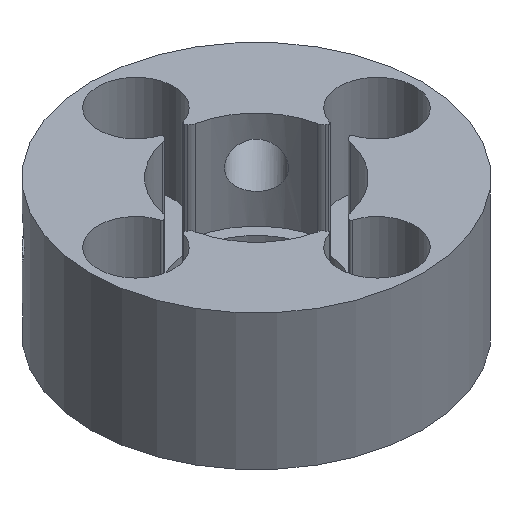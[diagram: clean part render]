
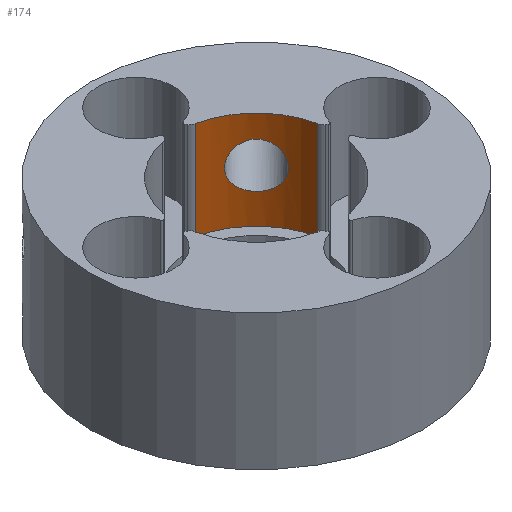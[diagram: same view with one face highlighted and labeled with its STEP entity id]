
A CAD part, isometric view. The second image highlights one B-rep face of the part: STEP entity #174.
In plain terms, the highlighted cylindrical face has radius 5.25 mm (diameter 10.5 mm), a partial arc.
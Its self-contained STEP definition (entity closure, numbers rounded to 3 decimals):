
#174=ADVANCED_FACE('',(#535,#537),#539,.F.);
#535=FACE_BOUND('',#536,.T.);
#536=EDGE_LOOP('',(#839,#840,#841,#842));
#537=FACE_BOUND('',#538,.T.);
#538=EDGE_LOOP('',(#843));
#539=CYLINDRICAL_SURFACE('',#540,5.25);
#540=AXIS2_PLACEMENT_3D('',#541,#542,#543);
#541=CARTESIAN_POINT('',(0.,0.,3.));
#542=DIRECTION('',(0.,0.,1.));
#543=DIRECTION('',(0.979,0.205,-0.));
#839=ORIENTED_EDGE('',*,*,#1050,.T.);
#840=ORIENTED_EDGE('',*,*,#1049,.F.);
#841=ORIENTED_EDGE('',*,*,#1051,.F.);
#842=ORIENTED_EDGE('',*,*,#1052,.T.);
#843=ORIENTED_EDGE('',*,*,#1053,.T.);
#1049=EDGE_CURVE('',#1190,#1188,#1192,.T.);
#1050=EDGE_CURVE('',#1193,#1188,#1194,.T.);
#1051=EDGE_CURVE('',#1195,#1190,#1196,.T.);
#1052=EDGE_CURVE('',#1195,#1193,#1197,.T.);
#1053=EDGE_CURVE('',#1198,#1198,#1199,.T.);
#1188=VERTEX_POINT('',#1549);
#1190=VERTEX_POINT('',#1554);
#1192=LINE('',#1559,#1560);
#1193=VERTEX_POINT('',#1562);
#1194=CIRCLE('',#1563,5.25);
#1195=VERTEX_POINT('',#1567);
#1196=CIRCLE('',#1568,5.25);
#1197=LINE('',#1572,#1573);
#1198=VERTEX_POINT('',#1575);
#1199=B_SPLINE_CURVE_WITH_KNOTS('',3,
(#1576,#1577,#1578,#1579,#1580,#1581,#1582,#1583,#1584,#1585,#1586,#1587,#1588,#1589,
#1590,#1591,#1592,#1593,#1594,#1595,#1596,#1597,#1598,#1599,#1600,#1601,#1602,#1603,
#1604,#1605,#1606,#1607,#1608,#1609,#1610,#1611,#1612,#1613,#1614,#1615,#1616,#1617,
#1618,#1619,#1620,#1621,#1622,#1623,#1624,#1625,#1626,#1627,#1628,#1629,#1630,#1631,
#1632,#1633,#1634,#1635,#1636,#1637,#1638,#1639,#1640,#1641,#1642,#1643,#1644,#1645,
#1646,#1647),
.UNSPECIFIED.,.T.,.F.,
(4,1,1,1,1,1,1,1,1,1,1,1,1,1,1,1,1,1,1,1,1,1,1,1,1,1,1,1,1,1,1,1,1,1,1,1,1,1,1,1,
1,1,1,1,1,1,1,1,1,1,1,1,1,1,1,1,1,1,1,1,1,1,1,1,1,1,1,1,1,4),
(0.,0.017,0.031,0.041,0.052,
0.064,0.076,0.089,0.104,0.119,
0.134,0.148,0.162,0.177,0.195,
0.214,0.23,0.243,0.25,0.253,
0.263,0.277,0.294,0.314,0.332,
0.347,0.361,0.377,0.394,0.413,
0.432,0.45,0.467,0.484,0.5,
0.5,0.515,0.532,0.549,0.567,
0.585,0.603,0.621,0.636,0.65,
0.666,0.684,0.704,0.72,0.731,
0.739,0.748,0.75,0.757,0.767,
0.777,0.789,0.804,0.822,0.841,
0.856,0.871,0.886,0.903,0.922,
0.94,0.957,0.973,0.987,1.),
.UNSPECIFIED.);
#1549=CARTESIAN_POINT('',(1.077,5.138,9.));
#1554=CARTESIAN_POINT('',(1.077,5.138,2.5));
#1559=CARTESIAN_POINT('',(1.077,5.138,2.5));
#1560=VECTOR('',#1561,1.);
#1561=DIRECTION('',(0.,0.,1.));
#1562=CARTESIAN_POINT('',(5.138,1.077,9.));
#1563=AXIS2_PLACEMENT_3D('',#1564,#1565,#1566);
#1564=CARTESIAN_POINT('',(0.,0.,9.));
#1565=DIRECTION('',(0.,0.,1.));
#1566=DIRECTION('',(0.979,0.205,0.));
#1567=CARTESIAN_POINT('',(5.138,1.077,2.5));
#1568=AXIS2_PLACEMENT_3D('',#1569,#1570,#1571);
#1569=CARTESIAN_POINT('',(0.,0.,2.5));
#1570=DIRECTION('',(0.,0.,1.));
#1571=DIRECTION('',(0.979,0.205,0.));
#1572=CARTESIAN_POINT('',(5.138,1.077,2.5));
#1573=VECTOR('',#1574,1.);
#1574=DIRECTION('',(0.,0.,1.));
#1575=CARTESIAN_POINT('',(2.497,4.618,6.));
#1576=CARTESIAN_POINT('',(2.497,4.618,6.));
#1577=CARTESIAN_POINT('',(2.497,4.618,6.054));
#1578=CARTESIAN_POINT('',(2.502,4.616,6.151));
#1579=CARTESIAN_POINT('',(2.52,4.606,6.28));
#1580=CARTESIAN_POINT('',(2.543,4.593,6.388));
#1581=CARTESIAN_POINT('',(2.57,4.578,6.487));
#1582=CARTESIAN_POINT('',(2.605,4.558,6.588));
#1583=CARTESIAN_POINT('',(2.649,4.533,6.693));
#1584=CARTESIAN_POINT('',(2.704,4.5,6.802));
#1585=CARTESIAN_POINT('',(2.771,4.459,6.912));
#1586=CARTESIAN_POINT('',(2.849,4.41,7.019));
#1587=CARTESIAN_POINT('',(2.933,4.355,7.116));
#1588=CARTESIAN_POINT('',(3.02,4.295,7.201));
#1589=CARTESIAN_POINT('',(3.112,4.229,7.278));
#1590=CARTESIAN_POINT('',(3.215,4.151,7.349));
#1591=CARTESIAN_POINT('',(3.335,4.056,7.414));
#1592=CARTESIAN_POINT('',(3.458,3.951,7.462));
#1593=CARTESIAN_POINT('',(3.57,3.85,7.489));
#1594=CARTESIAN_POINT('',(3.652,3.772,7.499));
#1595=CARTESIAN_POINT('',(3.703,3.722,7.5));
#1596=CARTESIAN_POINT('',(3.747,3.677,7.5));
#1597=CARTESIAN_POINT('',(3.805,3.617,7.496));
#1598=CARTESIAN_POINT('',(3.893,3.524,7.48));
#1599=CARTESIAN_POINT('',(3.997,3.405,7.444));
#1600=CARTESIAN_POINT('',(4.102,3.278,7.386));
#1601=CARTESIAN_POINT('',(4.195,3.158,7.312));
#1602=CARTESIAN_POINT('',(4.27,3.056,7.233));
#1603=CARTESIAN_POINT('',(4.335,2.962,7.147));
#1604=CARTESIAN_POINT('',(4.396,2.871,7.047));
#1605=CARTESIAN_POINT('',(4.454,2.78,6.926));
#1606=CARTESIAN_POINT('',(4.507,2.693,6.785));
#1607=CARTESIAN_POINT('',(4.55,2.62,6.631));
#1608=CARTESIAN_POINT('',(4.582,2.563,6.471));
#1609=CARTESIAN_POINT('',(4.603,2.524,6.312));
#1610=CARTESIAN_POINT('',(4.615,2.502,6.157));
#1611=CARTESIAN_POINT('',(4.618,2.497,6.053));
#1612=CARTESIAN_POINT('',(4.618,2.497,5.953));
#1613=CARTESIAN_POINT('',(4.616,2.501,5.85));
#1614=CARTESIAN_POINT('',(4.604,2.522,5.698));
#1615=CARTESIAN_POINT('',(4.584,2.56,5.542));
#1616=CARTESIAN_POINT('',(4.553,2.614,5.385));
#1617=CARTESIAN_POINT('',(4.512,2.684,5.233));
#1618=CARTESIAN_POINT('',(4.462,2.767,5.093));
#1619=CARTESIAN_POINT('',(4.406,2.856,4.972));
#1620=CARTESIAN_POINT('',(4.346,2.946,4.87));
#1621=CARTESIAN_POINT('',(4.282,3.039,4.782));
#1622=CARTESIAN_POINT('',(4.207,3.142,4.7));
#1623=CARTESIAN_POINT('',(4.115,3.262,4.623));
#1624=CARTESIAN_POINT('',(4.014,3.385,4.564));
#1625=CARTESIAN_POINT('',(3.918,3.496,4.528));
#1626=CARTESIAN_POINT('',(3.843,3.578,4.511));
#1627=CARTESIAN_POINT('',(3.782,3.642,4.503));
#1628=CARTESIAN_POINT('',(3.741,3.684,4.5));
#1629=CARTESIAN_POINT('',(3.701,3.723,4.5));
#1630=CARTESIAN_POINT('',(3.659,3.765,4.501));
#1631=CARTESIAN_POINT('',(3.597,3.824,4.508));
#1632=CARTESIAN_POINT('',(3.524,3.892,4.521));
#1633=CARTESIAN_POINT('',(3.437,3.969,4.546));
#1634=CARTESIAN_POINT('',(3.333,4.057,4.587));
#1635=CARTESIAN_POINT('',(3.214,4.152,4.651));
#1636=CARTESIAN_POINT('',(3.099,4.238,4.731));
#1637=CARTESIAN_POINT('',(2.998,4.31,4.819));
#1638=CARTESIAN_POINT('',(2.908,4.371,4.911));
#1639=CARTESIAN_POINT('',(2.821,4.428,5.017));
#1640=CARTESIAN_POINT('',(2.735,4.482,5.143));
#1641=CARTESIAN_POINT('',(2.656,4.529,5.288));
#1642=CARTESIAN_POINT('',(2.592,4.566,5.442));
#1643=CARTESIAN_POINT('',(2.546,4.592,5.594));
#1644=CARTESIAN_POINT('',(2.516,4.608,5.738));
#1645=CARTESIAN_POINT('',(2.5,4.616,5.872));
#1646=CARTESIAN_POINT('',(2.497,4.618,5.958));
#1647=CARTESIAN_POINT('',(2.497,4.618,6.));
